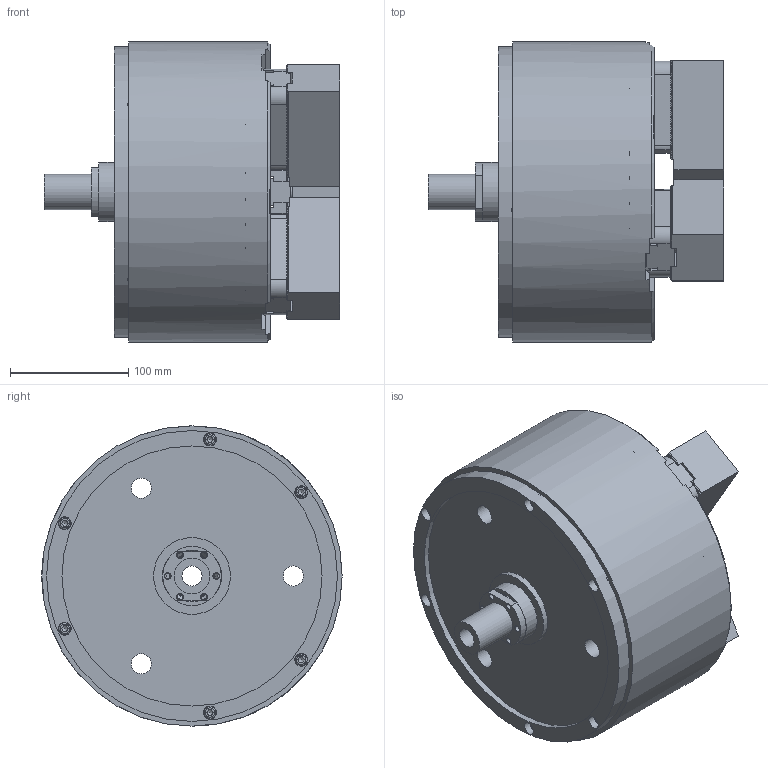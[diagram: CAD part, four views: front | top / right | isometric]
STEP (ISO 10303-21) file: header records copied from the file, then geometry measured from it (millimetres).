
FILE_DESCRIPTION(/* description */ ('Unknown'),/* implementation_level */ '2;1');
FILE_NAME(/* name */ 'DL210-Solid',/* time_stamp */ '2019-08-13T17:10:08+01:00',/* author */ ('Unknown'),/* organization */ ('Unknown'),/* preprocessor_version */ 'ST-DEVELOPER v16.7',/* originating_system */ 'DEX',/* authorisation */ $);
FILE_SCHEMA (('AUTOMOTIVE_DESIGN {1 0 10303 214 3 1 1}'));
Products named in the file (1): 61P261690_DL210_ASSY
Bounding box: 249.72 x 254 x 254 mm (x, y, z)
Volume: 6519872.9 mm3; surface area: 713258.6 mm2
Topology: 1 solids, 59 shells, 4110 faces, 11454 edges, 7456 vertices
Faces by surface type: plane 3262, cylinder 621, cone 227
Full cylindrical faces by diameter (mm): 5 x30, 5.5 x6, 6 x66, 6.6 x21, 6.8 x12, 8 x12, 9 x12, 10 x21, 11 x21, 11.5 x3, 12 x6, 12.2 x6, 14 x18, 15 x6, 17 x4, 19 x3, 20 x2, 21 x6, 22 x6, 24 x1, 25 x3, 28 x3, 28.5 x1, 30 x1, 32 x1, 35 x1, 37 x1, 39 x1, 40 x1, 50 x3
Entity records: 154847 total; most frequent: CARTESIAN_POINT 22478, ORIENTED_EDGE 21318, DIRECTION 20879, EDGE_CURVE 10659, LINE 8525, VECTOR 8525, VERTEX_POINT 7226, AXIS2_PLACEMENT_3D 6177
